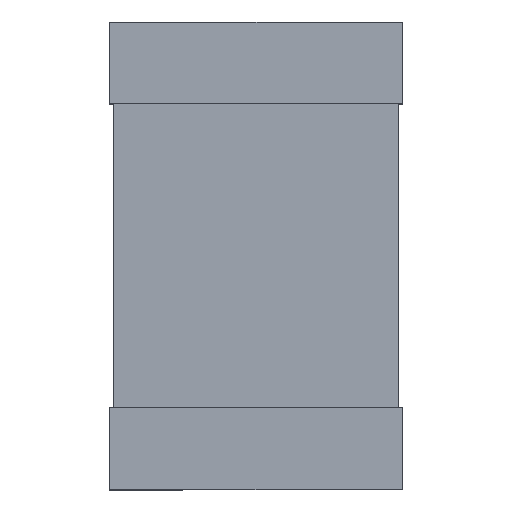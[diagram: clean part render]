
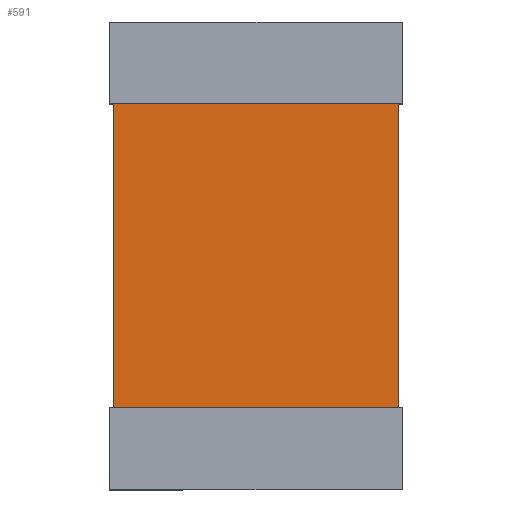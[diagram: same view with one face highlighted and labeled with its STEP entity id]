
A CAD part, top view. The second image highlights one B-rep face of the part: STEP entity #591.
In plain terms, the highlighted face is planar.
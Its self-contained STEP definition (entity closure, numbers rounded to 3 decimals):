
#51=FACE_OUTER_BOUND('',#83,.T.);
#83=EDGE_LOOP('',(#485,#486,#487,#488));
#145=LINE('',#917,#217);
#149=LINE('',#925,#221);
#152=LINE('',#931,#224);
#155=LINE('',#936,#227);
#217=VECTOR('',#762,1.222);
#221=VECTOR('',#768,1.3);
#224=VECTOR('',#773,1.222);
#227=VECTOR('',#778,1.3);
#269=VERTEX_POINT('',#915);
#270=VERTEX_POINT('',#916);
#273=VERTEX_POINT('',#924);
#275=VERTEX_POINT('',#930);
#337=EDGE_CURVE('',#269,#270,#145,.T.);
#341=EDGE_CURVE('',#270,#273,#149,.T.);
#344=EDGE_CURVE('',#273,#275,#152,.T.);
#347=EDGE_CURVE('',#275,#269,#155,.T.);
#485=ORIENTED_EDGE('',*,*,#347,.T.);
#486=ORIENTED_EDGE('',*,*,#337,.T.);
#487=ORIENTED_EDGE('',*,*,#341,.T.);
#488=ORIENTED_EDGE('',*,*,#344,.T.);
#523=PLANE('',#641);
#591=ADVANCED_FACE('',(#51),#523,.T.);
#641=AXIS2_PLACEMENT_3D('',#938,#780,#781);
#762=DIRECTION('',(0.,0.,-1.));
#768=DIRECTION('',(-1.,0.,0.));
#773=DIRECTION('',(0.,0.,1.));
#778=DIRECTION('',(1.,0.,0.));
#780=DIRECTION('center_axis',(0.,1.,0.));
#781=DIRECTION('ref_axis',(0.,0.,1.));
#915=CARTESIAN_POINT('',(1.636,0.486,1.222));
#916=CARTESIAN_POINT('',(1.636,0.486,0.));
#917=CARTESIAN_POINT('',(1.636,0.486,1.222));
#924=CARTESIAN_POINT('',(0.336,0.486,0.));
#925=CARTESIAN_POINT('',(1.636,0.486,0.));
#930=CARTESIAN_POINT('',(0.336,0.486,1.222));
#931=CARTESIAN_POINT('',(0.336,0.486,0.));
#936=CARTESIAN_POINT('',(0.,0.486,1.222));
#938=CARTESIAN_POINT('Origin',(0.986,0.486,0.611));
